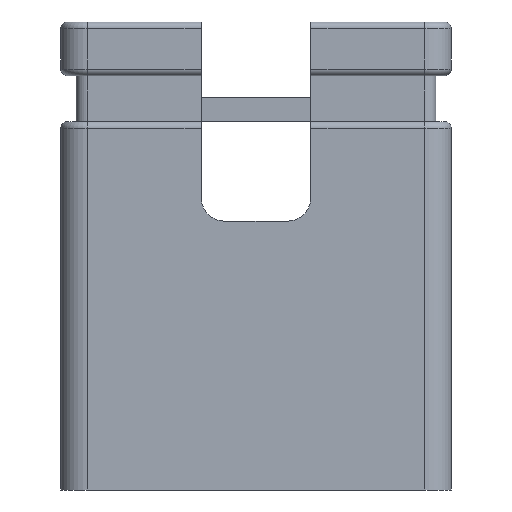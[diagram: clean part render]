
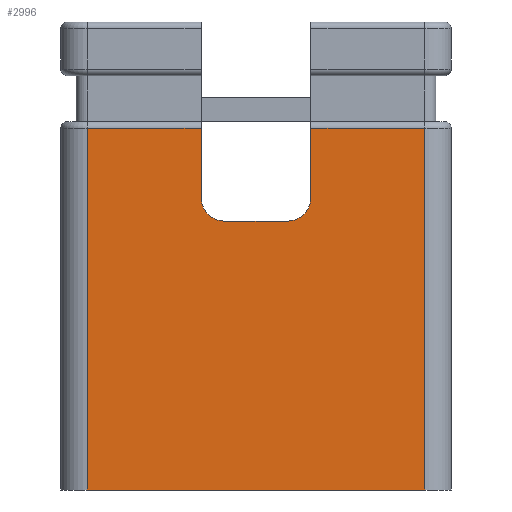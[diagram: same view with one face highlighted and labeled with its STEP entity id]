
A CAD part, front view. The second image highlights one B-rep face of the part: STEP entity #2996.
In plain terms, the highlighted planar face has unit normal (0, -1, 0).
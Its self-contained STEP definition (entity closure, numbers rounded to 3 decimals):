
#82=CIRCLE('',#3122,0.3);
#83=CIRCLE('',#3123,0.3);
#196=ORIENTED_EDGE('',*,*,#864,.T.);
#197=ORIENTED_EDGE('',*,*,#865,.T.);
#198=ORIENTED_EDGE('',*,*,#866,.T.);
#199=ORIENTED_EDGE('',*,*,#867,.T.);
#200=ORIENTED_EDGE('',*,*,#868,.T.);
#201=ORIENTED_EDGE('',*,*,#869,.T.);
#202=ORIENTED_EDGE('',*,*,#870,.T.);
#203=ORIENTED_EDGE('',*,*,#871,.T.);
#204=ORIENTED_EDGE('',*,*,#872,.T.);
#205=ORIENTED_EDGE('',*,*,#873,.T.);
#864=EDGE_CURVE('',#1198,#1199,#1412,.T.);
#865=EDGE_CURVE('',#1199,#1200,#1413,.F.);
#866=EDGE_CURVE('',#1200,#1201,#1414,.T.);
#867=EDGE_CURVE('',#1201,#1202,#1415,.T.);
#868=EDGE_CURVE('',#1202,#1203,#1416,.F.);
#869=EDGE_CURVE('',#1203,#1204,#1417,.F.);
#870=EDGE_CURVE('',#1204,#1205,#1418,.T.);
#871=EDGE_CURVE('',#1205,#1206,#82,.T.);
#872=EDGE_CURVE('',#1206,#1207,#1419,.T.);
#873=EDGE_CURVE('',#1207,#1198,#83,.T.);
#1198=VERTEX_POINT('',#4048);
#1199=VERTEX_POINT('',#4049);
#1200=VERTEX_POINT('',#4051);
#1201=VERTEX_POINT('',#4053);
#1202=VERTEX_POINT('',#4055);
#1203=VERTEX_POINT('',#4057);
#1204=VERTEX_POINT('',#4059);
#1205=VERTEX_POINT('',#4061);
#1206=VERTEX_POINT('',#4063);
#1207=VERTEX_POINT('',#4065);
#1412=LINE('',#4047,#1632);
#1413=LINE('',#4050,#1633);
#1414=LINE('',#4052,#1634);
#1415=LINE('',#4054,#1635);
#1416=LINE('',#4056,#1636);
#1417=LINE('',#4058,#1637);
#1418=LINE('',#4060,#1638);
#1419=LINE('',#4064,#1639);
#1632=VECTOR('',#3359,1000.);
#1633=VECTOR('',#3360,1000.);
#1634=VECTOR('',#3361,1000.);
#1635=VECTOR('',#3362,1000.);
#1636=VECTOR('',#3363,1000.);
#1637=VECTOR('',#3364,1000.);
#1638=VECTOR('',#3365,1000.);
#1639=VECTOR('',#3368,1000.);
#1852=EDGE_LOOP('',(#196,#197,#198,#199,#200,#201,#202,#203,#204,#205));
#1974=FACE_BOUND('',#1852,.T.);
#2096=PLANE('',#3121);
#2996=ADVANCED_FACE('',(#1974),#2096,.F.);
#3121=AXIS2_PLACEMENT_3D('',#4046,#3357,#3358);
#3122=AXIS2_PLACEMENT_3D('',#4062,#3366,#3367);
#3123=AXIS2_PLACEMENT_3D('',#4066,#3369,#3370);
#3357=DIRECTION('',(0.,1.,0.));
#3358=DIRECTION('',(0.,0.,1.));
#3359=DIRECTION('',(0.,0.,1.));
#3360=DIRECTION('',(1.,0.,0.));
#3361=DIRECTION('',(0.,0.,-1.));
#3362=DIRECTION('',(1.,0.,0.));
#3363=DIRECTION('',(0.,0.,-1.));
#3364=DIRECTION('',(1.,0.,0.));
#3365=DIRECTION('',(0.,0.,-1.));
#3366=DIRECTION('',(0.,1.,0.));
#3367=DIRECTION('',(0.,0.,1.));
#3368=DIRECTION('',(-1.,0.,0.));
#3369=DIRECTION('',(0.,1.,0.));
#3370=DIRECTION('',(0.,0.,1.));
#4046=CARTESIAN_POINT('',(-2.49,-1.27,5.97));
#4047=CARTESIAN_POINT('',(-0.7,-1.27,5.97));
#4048=CARTESIAN_POINT('',(-0.7,-1.27,3.73));
#4049=CARTESIAN_POINT('',(-0.7,-1.27,4.616));
#4050=CARTESIAN_POINT('',(-2.153,-1.27,4.616));
#4051=CARTESIAN_POINT('',(-2.153,-1.27,4.616));
#4052=CARTESIAN_POINT('',(-2.153,-1.27,5.97));
#4053=CARTESIAN_POINT('',(-2.153,-1.27,0.));
#4054=CARTESIAN_POINT('',(-2.49,-1.27,0.));
#4055=CARTESIAN_POINT('',(2.153,-1.27,0.));
#4056=CARTESIAN_POINT('',(2.153,-1.27,5.97));
#4057=CARTESIAN_POINT('',(2.153,-1.27,4.616));
#4058=CARTESIAN_POINT('',(0.7,-1.27,4.616));
#4059=CARTESIAN_POINT('',(0.7,-1.27,4.616));
#4060=CARTESIAN_POINT('',(0.7,-1.27,5.97));
#4061=CARTESIAN_POINT('',(0.7,-1.27,3.73));
#4062=CARTESIAN_POINT('',(0.4,-1.27,3.73));
#4063=CARTESIAN_POINT('',(0.4,-1.27,3.43));
#4064=CARTESIAN_POINT('',(-2.49,-1.27,3.43));
#4065=CARTESIAN_POINT('',(-0.4,-1.27,3.43));
#4066=CARTESIAN_POINT('',(-0.4,-1.27,3.73));
